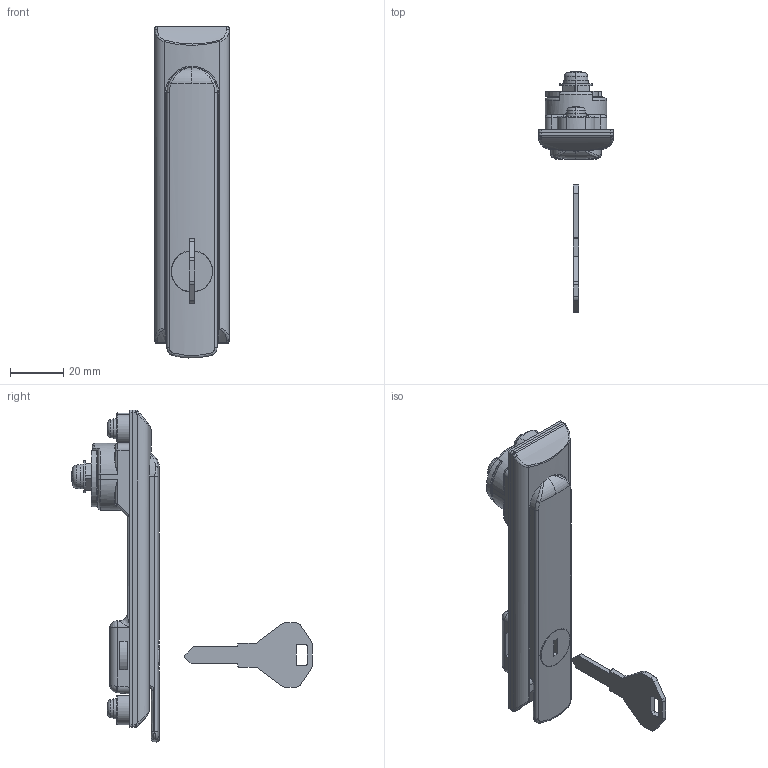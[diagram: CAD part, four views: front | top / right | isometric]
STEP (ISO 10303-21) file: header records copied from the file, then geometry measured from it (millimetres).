
FILE_DESCRIPTION (( 'STEP AP214' ), '1' );
FILE_NAME ('THA_506W_2K.STEP', '2007-04-23T00:52:12', ( 'nunozumihideaki' ), ( '' ), 'SwSTEP 2.0', 'SolidWorks 2003240', '' );
FILE_SCHEMA (( 'AUTOMOTIVE_DESIGN' ));
Length unit declared in the file: millimetre
Products named in the file (12): handle-2_蹬怮椔; control_cam-2_蹬怮椔; key-1_蹬怮椔; screw_A-2_蹬怮椔; lock-1_蹬怮椔; shaft_A-2_蹬怮椔; screw_B-2_蹬怮椔; packing_蹬怮椔; shaft_B-2_蹬怮椔; THA_506W_2K; bracket-2_蹬怮椔; base-2_蹬怮椔
Assembly tree (13 placements, depth 2):
  THA_506W_2K
    screw_A-2_蹬怮椔  x2
    control_cam-2_蹬怮椔
    bracket-2_蹬怮椔  x2
    shaft_A-2_蹬怮椔
    key-1_蹬怮椔
    packing_蹬怮椔
    screw_B-2_蹬怮椔
    shaft_B-2_蹬怮椔
    handle-2_蹬怮椔
    lock-1_蹬怮椔
    base-2_蹬怮椔
Bounding box: 28 x 90.27 x 124.46 mm (x, y, z)
Volume: 35224.7 mm3; surface area: 30258.8 mm2
Topology: 13 solids, 13 shells, 482 faces, 1216 edges, 751 vertices
Faces by surface type: cylinder 194, plane 184, torus 42, bspline 38, sphere 12, cone 12
Entity records: 28139 total; most frequent: CARTESIAN_POINT 17421, DIRECTION 2192, ORIENTED_EDGE 2156, EDGE_CURVE 1078, AXIS2_PLACEMENT_3D 830, VERTEX_POINT 677, VECTOR 532, LINE 532
